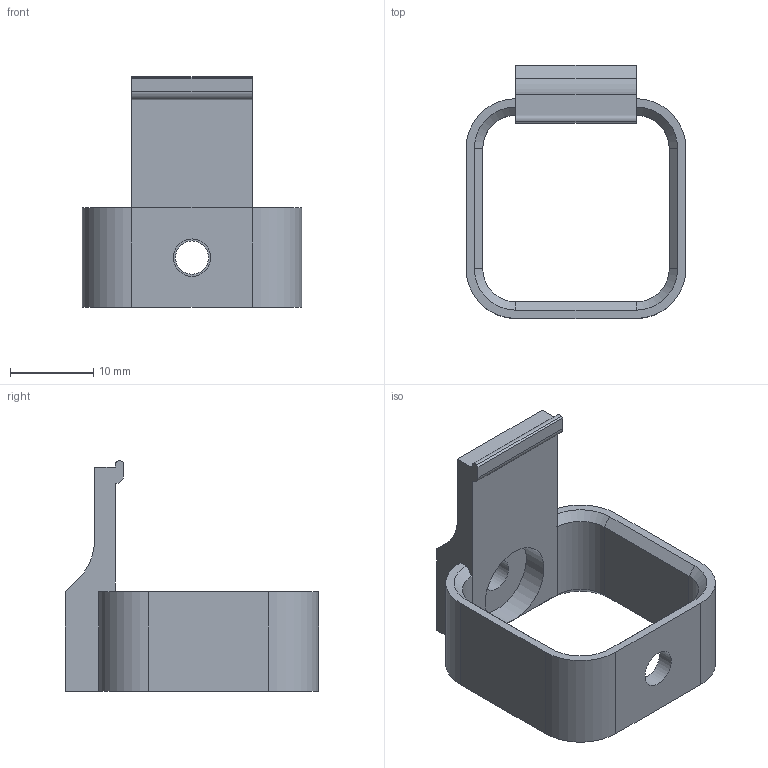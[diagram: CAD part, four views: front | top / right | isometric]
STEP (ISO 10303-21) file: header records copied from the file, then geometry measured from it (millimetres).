
FILE_DESCRIPTION(/* description */ (''),/* implementation_level */ '2;1');
FILE_NAME(/* name */ 'battery_mount.step',/* time_stamp */ '2019-04-04T16:41:46-04:00',/* author */ (''),/* organization */ (''),/* preprocessor_version */ 'ST-DEVELOPER v17.2',/* originating_system */ 'Autodesk Translation Framework v7.6.0.251',/* authorisation */ '');
FILE_SCHEMA (('AUTOMOTIVE_DESIGN { 1 0 10303 214 3 1 1 }'));
Length unit declared in the file: millimetre
Products named in the file (1): battery_mount
Bounding box: 26.45 x 30.45 x 27.79 mm (x, y, z)
Volume: 3131.2 mm3; surface area: 3261.8 mm2
Topology: 1 solids, 1 shells, 48 faces, 127 edges, 80 vertices
Faces by surface type: plane 26, cylinder 14, cone 8
Full cylindrical faces by diameter (mm): 4 x1, 4.5 x1, 10 x1
Entity records: 1524 total; most frequent: DIRECTION 265, CARTESIAN_POINT 256, ORIENTED_EDGE 254, EDGE_CURVE 127, AXIS2_PLACEMENT_3D 89, LINE 87, VECTOR 87, VERTEX_POINT 80
